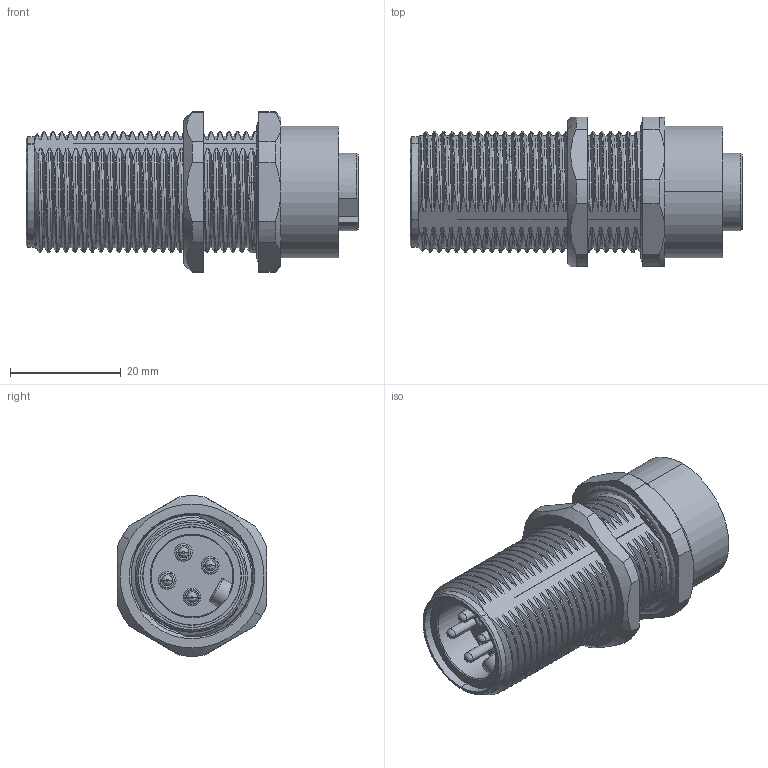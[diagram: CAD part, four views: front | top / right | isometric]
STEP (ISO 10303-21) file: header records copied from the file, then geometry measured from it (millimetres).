
FILE_DESCRIPTION((''),'2;1');
FILE_NAME('7_8_M_F_04-ZP_SW0001','2020-12-17T',('tc.chen'),(''),'PRO/ENGINEER BY PARAMETRIC TECHNOLOGY CORPORATION, 2012480','PRO/ENGINEER BY PARAMETRIC TECHNOLOGY CORPORATION, 2012480','');
FILE_SCHEMA(('AUTOMOTIVE_DESIGN { 1 0 10303 214 1 1 1 1 }'));
Length unit declared in the file: millimetre
Products named in the file (1): 7_8_M_F_04-ZP_SW0001
Bounding box: 59.95 x 27 x 28.96 mm (x, y, z)
Volume: 20180.2 mm3; surface area: 11231.8 mm2
Topology: 2 solids, 2 shells, 538 faces, 1480 edges, 974 vertices
Faces by surface type: bspline 198, cylinder 123, plane 103, cone 69, torus 29, revolution 16
Entity records: 33363 total; most frequent: CARTESIAN_POINT 19473, ORIENTED_EDGE 2960, DIRECTION 1783, EDGE_CURVE 1480, VERTEX_POINT 974, B_SPLINE_CURVE_WITH_KNOTS 737, AXIS2_PLACEMENT_3D 684, EDGE_LOOP 568
